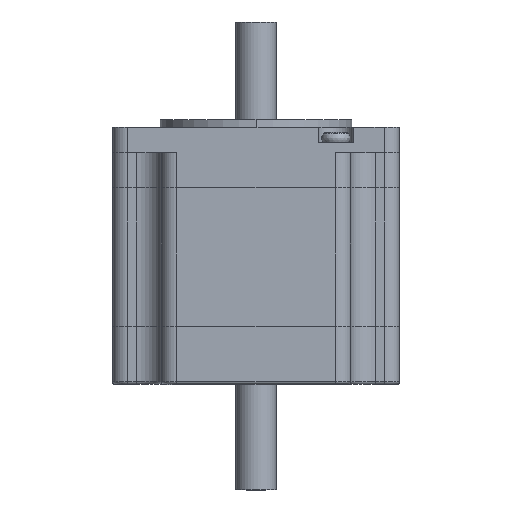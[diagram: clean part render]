
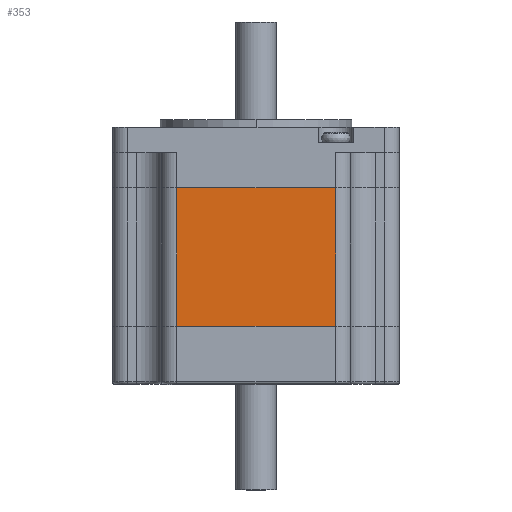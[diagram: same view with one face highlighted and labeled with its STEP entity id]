
A CAD part, top view. The second image highlights one B-rep face of the part: STEP entity #353.
In plain terms, the highlighted planar face has unit normal (0, 0, 1).
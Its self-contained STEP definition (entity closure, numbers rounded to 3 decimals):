
#275 = ORIENTED_EDGE ( 'NONE', *, *, #517, .T. ) ;
#314 = LINE ( 'NONE', #2801, #4710 ) ;
#353 = ADVANCED_FACE ( 'NONE', ( #3593 ), #3361, .T. ) ;
#517 = EDGE_CURVE ( 'NONE', #3415, #3869, #5488, .T. ) ;
#977 = ORIENTED_EDGE ( 'NONE', *, *, #1498, .T. ) ;
#1090 = VECTOR ( 'NONE', #4049, 1000. ) ;
#1172 = CARTESIAN_POINT ( 'NONE',  ( 44.3, 27.5, 0. ) ) ;
#1181 = DIRECTION ( 'NONE',  ( 1., 0., 0. ) ) ;
#1415 = AXIS2_PLACEMENT_3D ( 'NONE', #4999, #4471, #1181 ) ;
#1432 = DIRECTION ( 'NONE',  ( 0., -1., 0. ) ) ;
#1498 = EDGE_CURVE ( 'NONE', #3690, #3415, #5653, .T. ) ;
#1729 = DIRECTION ( 'NONE',  ( 0., -1., 0. ) ) ;
#1773 = CARTESIAN_POINT ( 'NONE',  ( 44.3, 27.5, 0. ) ) ;
#1908 = EDGE_CURVE ( 'NONE', #6964, #3869, #314, .T. ) ;
#1912 = VECTOR ( 'NONE', #1729, 1000. ) ;
#2566 = VECTOR ( 'NONE', #1432, 1000. ) ;
#2801 = CARTESIAN_POINT ( 'NONE',  ( 44.3, 0., 0. ) ) ;
#3063 = EDGE_LOOP ( 'NONE', ( #4008, #3255, #977, #275 ) ) ;
#3255 = ORIENTED_EDGE ( 'NONE', *, *, #5773, .F. ) ;
#3361 = PLANE ( 'NONE',  #1415 ) ;
#3415 = VERTEX_POINT ( 'NONE', #4257 ) ;
#3593 = FACE_OUTER_BOUND ( 'NONE', #3063, .T. ) ;
#3596 = CARTESIAN_POINT ( 'NONE',  ( 44.3, 27.5, 0. ) ) ;
#3690 = VERTEX_POINT ( 'NONE', #1773 ) ;
#3869 = VERTEX_POINT ( 'NONE', #6576 ) ;
#4008 = ORIENTED_EDGE ( 'NONE', *, *, #1908, .F. ) ;
#4049 = DIRECTION ( 'NONE',  ( -1., 0., 0. ) ) ;
#4257 = CARTESIAN_POINT ( 'NONE',  ( 12.7, 27.5, 0. ) ) ;
#4471 = DIRECTION ( 'NONE',  ( 0., 0., 1. ) ) ;
#4710 = VECTOR ( 'NONE', #6666, 1000. ) ;
#4999 = CARTESIAN_POINT ( 'NONE',  ( 44.3, 27.5, 0. ) ) ;
#5488 = LINE ( 'NONE', #6953, #2566 ) ;
#5653 = LINE ( 'NONE', #3596, #1090 ) ;
#5773 = EDGE_CURVE ( 'NONE', #3690, #6964, #6308, .T. ) ;
#6308 = LINE ( 'NONE', #1172, #1912 ) ;
#6397 = CARTESIAN_POINT ( 'NONE',  ( 44.3, 0., 0. ) ) ;
#6576 = CARTESIAN_POINT ( 'NONE',  ( 12.7, 0., 0. ) ) ;
#6666 = DIRECTION ( 'NONE',  ( -1., 0., 0. ) ) ;
#6953 = CARTESIAN_POINT ( 'NONE',  ( 12.7, 27.5, 0. ) ) ;
#6964 = VERTEX_POINT ( 'NONE', #6397 ) ;
